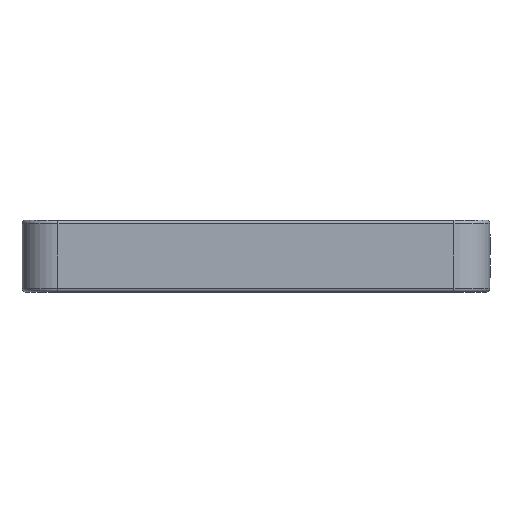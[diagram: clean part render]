
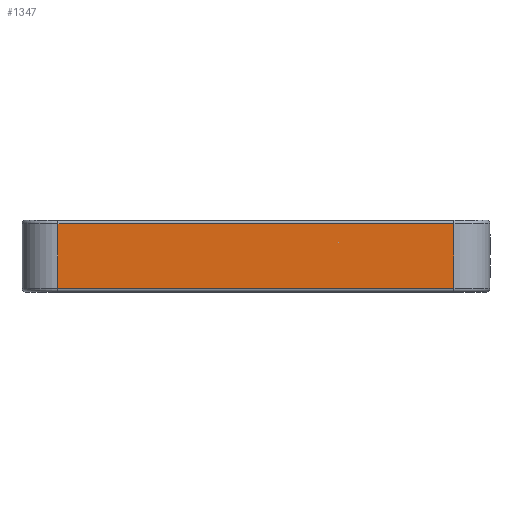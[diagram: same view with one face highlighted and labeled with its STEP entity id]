
A CAD part, left-side view. The second image highlights one B-rep face of the part: STEP entity #1347.
In plain terms, the highlighted planar face has unit normal (-1, 0, 0).
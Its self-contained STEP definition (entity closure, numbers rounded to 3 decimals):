
#106 = ORIENTED_EDGE ( 'NONE', *, *, #4197, .T. ) ;
#117 = LINE ( 'NONE', #1189, #4413 ) ;
#690 = EDGE_LOOP ( 'NONE', ( #5723, #106, #8811, #6736 ) ) ;
#1115 = CARTESIAN_POINT ( 'NONE',  ( -50., 27.5, 0.5 ) ) ;
#1189 = CARTESIAN_POINT ( 'NONE',  ( -50., 27.5, 10. ) ) ;
#1347 = ADVANCED_FACE ( 'NONE', ( #1652 ), #2243, .F. ) ;
#1652 = FACE_OUTER_BOUND ( 'NONE', #690, .T. ) ;
#1926 = DIRECTION ( 'NONE',  ( 0., 0., 1. ) ) ;
#2243 = PLANE ( 'NONE',  #2367 ) ;
#2367 = AXIS2_PLACEMENT_3D ( 'NONE', #7272, #7936, #6511 ) ;
#2432 = VECTOR ( 'NONE', #2471, 1000. ) ;
#2471 = DIRECTION ( 'NONE',  ( 0., -1., 0. ) ) ;
#2525 = VERTEX_POINT ( 'NONE', #4999 ) ;
#2649 = LINE ( 'NONE', #5899, #2432 ) ;
#2860 = DIRECTION ( 'NONE',  ( 0., 1., 0. ) ) ;
#3814 = LINE ( 'NONE', #8492, #7858 ) ;
#4197 = EDGE_CURVE ( 'NONE', #6270, #2525, #2649, .T. ) ;
#4413 = VECTOR ( 'NONE', #6128, 1000. ) ;
#4445 = CARTESIAN_POINT ( 'NONE',  ( -50., 27.5, 9.5 ) ) ;
#4812 = LINE ( 'NONE', #6092, #4926 ) ;
#4926 = VECTOR ( 'NONE', #1926, 1000. ) ;
#4999 = CARTESIAN_POINT ( 'NONE',  ( -50., -27.5, 0.5 ) ) ;
#5003 = EDGE_CURVE ( 'NONE', #7783, #6270, #117, .T. ) ;
#5723 = ORIENTED_EDGE ( 'NONE', *, *, #5003, .T. ) ;
#5899 = CARTESIAN_POINT ( 'NONE',  ( -50., -27.5, 0.5 ) ) ;
#6024 = VERTEX_POINT ( 'NONE', #7529 ) ;
#6092 = CARTESIAN_POINT ( 'NONE',  ( -50., -27.5, 10. ) ) ;
#6128 = DIRECTION ( 'NONE',  ( 0., 0., -1. ) ) ;
#6270 = VERTEX_POINT ( 'NONE', #1115 ) ;
#6511 = DIRECTION ( 'NONE',  ( 0., 0., -1. ) ) ;
#6736 = ORIENTED_EDGE ( 'NONE', *, *, #8046, .T. ) ;
#7272 = CARTESIAN_POINT ( 'NONE',  ( -50., -32.5, 10. ) ) ;
#7295 = EDGE_CURVE ( 'NONE', #2525, #6024, #4812, .T. ) ;
#7529 = CARTESIAN_POINT ( 'NONE',  ( -50., -27.5, 9.5 ) ) ;
#7783 = VERTEX_POINT ( 'NONE', #4445 ) ;
#7858 = VECTOR ( 'NONE', #2860, 1000. ) ;
#7936 = DIRECTION ( 'NONE',  ( 1., 0., 0. ) ) ;
#8046 = EDGE_CURVE ( 'NONE', #6024, #7783, #3814, .T. ) ;
#8492 = CARTESIAN_POINT ( 'NONE',  ( -50., -32.5, 9.5 ) ) ;
#8811 = ORIENTED_EDGE ( 'NONE', *, *, #7295, .T. ) ;
